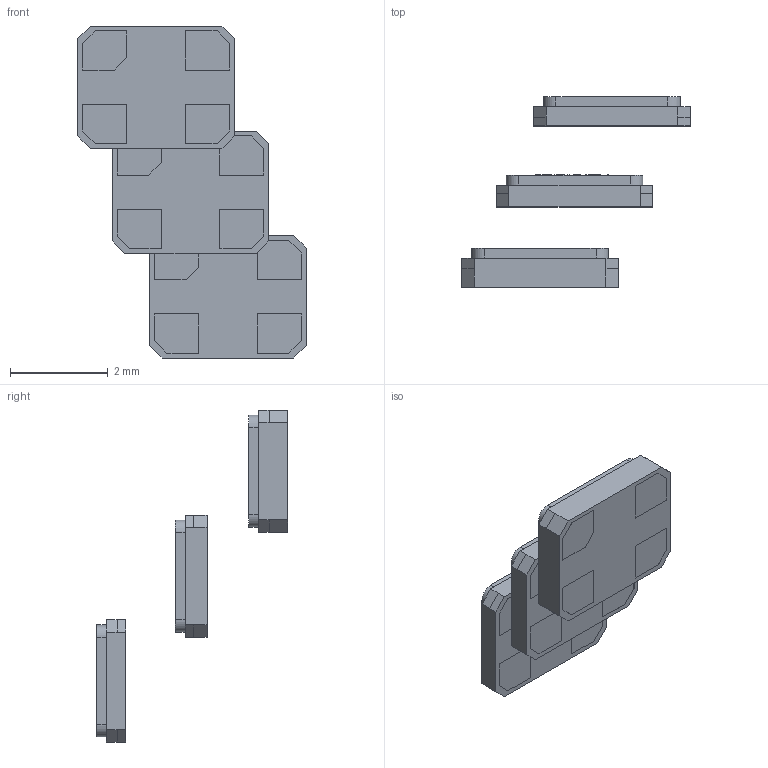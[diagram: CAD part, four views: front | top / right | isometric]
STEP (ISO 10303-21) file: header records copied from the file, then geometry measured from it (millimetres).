
FILE_DESCRIPTION (( 'STEP AP214' ), '1' );
FILE_NAME ('ABM8.STEP', '2020-10-23T11:23:57', ( '' ), ( '' ), 'SwSTEP 2.0', 'SolidWorks 2018', '' );
FILE_SCHEMA (( 'AUTOMOTIVE_DESIGN' ));
Length unit declared in the file: millimetre
Products named in the file (4): ABM8_AMB82; ABM8_ABM81; ABM8
Assembly tree (3 placements, depth 2):
  ABM8
    ABM8
    ABM8_ABM81
    ABM8_AMB82
Bounding box: 4.67 x 3.91 x 6.78 mm (x, y, z)
Volume: 15.2 mm3; surface area: 69.3 mm2
Topology: 7 solids, 7 shells, 371 faces, 966 edges, 644 vertices
Faces by surface type: plane 271, bspline 88, cylinder 12
Entity records: 19984 total; most frequent: CARTESIAN_POINT 7339, ORIENTED_EDGE 1932, DIRECTION 1392, EDGE_CURVE 966, LINE 766, VECTOR 766, VERTEX_POINT 644, EDGE_LOOP 416
